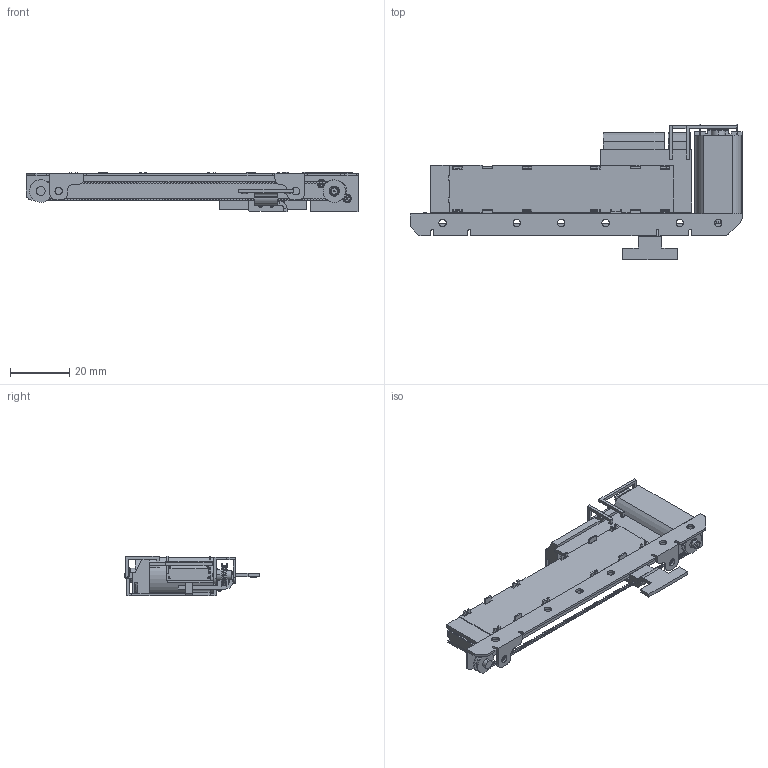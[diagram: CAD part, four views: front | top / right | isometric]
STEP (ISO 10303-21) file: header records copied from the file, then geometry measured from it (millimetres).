
FILE_DESCRIPTION((''),'2;1');
FILE_NAME('PSM60-082A','2016-02-22T',('RICKB'),('Bourns, Inc.'),'PRO/ENGINEER BY PARAMETRIC TECHNOLOGY CORPORATION, 2012230','PRO/ENGINEER BY PARAMETRIC TECHNOLOGY CORPORATION, 2012230','');
FILE_SCHEMA(('CONFIG_CONTROL_DESIGN'));
Length unit declared in the file: millimetre
Products named in the file (1): PSM60-082A
Bounding box: 112 x 45.8 x 13.4 mm (x, y, z)
Volume: 11975.8 mm3; surface area: 18830.4 mm2
Topology: 1 solids, 4 shells, 2521 faces, 7360 edges, 4831 vertices
Faces by surface type: plane 1521, cylinder 965, cone 31, torus 4
Entity records: 84110 total; most frequent: CARTESIAN_POINT 15866, ORIENTED_EDGE 14710, DIRECTION 14042, EDGE_CURVE 7358, VECTOR 5174, LINE 5174, VERTEX_POINT 4831, AXIS2_PLACEMENT_3D 4434
